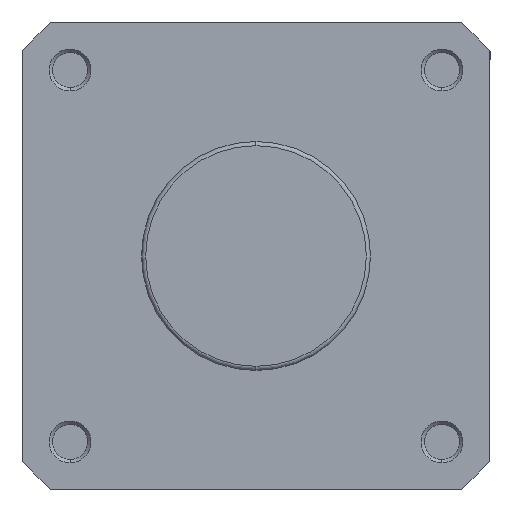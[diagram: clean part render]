
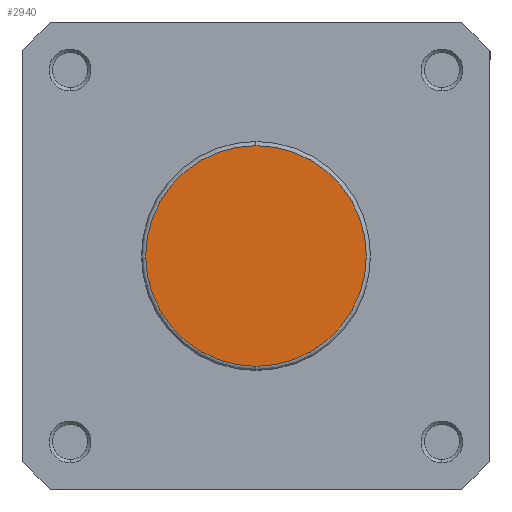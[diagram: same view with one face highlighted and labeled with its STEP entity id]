
A CAD part, left-side view. The second image highlights one B-rep face of the part: STEP entity #2940.
In plain terms, the highlighted planar face has unit normal (-1, 0, 0).
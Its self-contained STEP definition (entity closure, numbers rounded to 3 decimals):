
#213 = EDGE_LOOP ( 'NONE', ( #1193, #1192 ) ) ;
#1192 = ORIENTED_EDGE ( 'NONE', *, *, #5749, .T. ) ;
#1193 = ORIENTED_EDGE ( 'NONE', *, *, #5735, .T. ) ;
#2231 = PLANE ( 'NONE',  #6057 ) ;
#2234 = CARTESIAN_POINT ( 'NONE',  ( 0., 27.4, 0. ) ) ;
#2240 = DIRECTION ( 'NONE',  ( 1., 0., 0. ) ) ;
#2241 = DIRECTION ( 'NONE',  ( 0., 0., -1. ) ) ;
#2940 = ADVANCED_FACE ( 'NONE', ( #3102 ), #2231, .F. ) ;
#3102 = FACE_OUTER_BOUND ( 'NONE', #213, .T. ) ;
#4089 = CIRCLE ( 'NONE', #6210, 26.4 ) ;
#4109 = CIRCLE ( 'NONE', #6222, 26.4 ) ;
#4973 = CARTESIAN_POINT ( 'NONE',  ( 0., 0., 0. ) ) ;
#4974 = DIRECTION ( 'NONE',  ( -1., 0., 0. ) ) ;
#4975 = DIRECTION ( 'NONE',  ( 0., 0., -1. ) ) ;
#5008 = CARTESIAN_POINT ( 'NONE',  ( 0., 0., 0. ) ) ;
#5009 = DIRECTION ( 'NONE',  ( -1., 0., 0. ) ) ;
#5010 = DIRECTION ( 'NONE',  ( 0., 0., -1. ) ) ;
#5215 = CARTESIAN_POINT ( 'NONE',  ( 0., 0., -26.4 ) ) ;
#5243 = CARTESIAN_POINT ( 'NONE',  ( 0., 0., 26.4 ) ) ;
#5735 = EDGE_CURVE ( 'NONE', #6289, #6306, #4089, .T. ) ;
#5749 = EDGE_CURVE ( 'NONE', #6306, #6289, #4109, .T. ) ;
#6057 = AXIS2_PLACEMENT_3D ( 'NONE', #2234, #2240, #2241 ) ;
#6210 = AXIS2_PLACEMENT_3D ( 'NONE', #4973, #4974, #4975 ) ;
#6222 = AXIS2_PLACEMENT_3D ( 'NONE', #5008, #5009, #5010 ) ;
#6289 = VERTEX_POINT ( 'NONE', #5215 ) ;
#6306 = VERTEX_POINT ( 'NONE', #5243 ) ;
